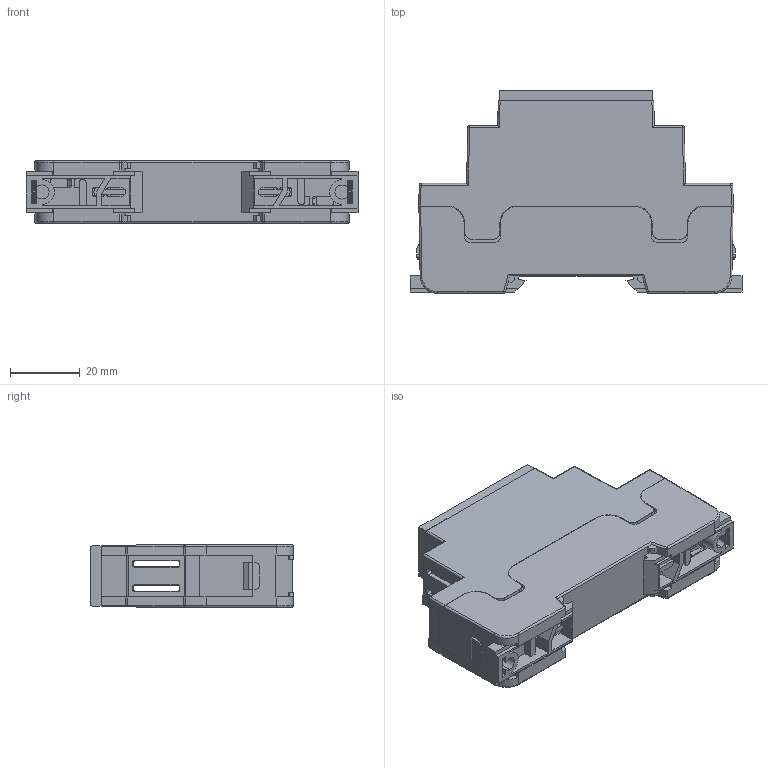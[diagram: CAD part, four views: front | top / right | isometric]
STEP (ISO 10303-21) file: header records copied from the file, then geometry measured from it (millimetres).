
FILE_DESCRIPTION (( 'STEP AP203' ), '1' );
FILE_NAME ('449-310-60.STEP', '2021-08-24T11:03:34', ( '' ), ( '' ), 'SwSTEP 2.0', 'SolidWorks 2018', '' );
FILE_SCHEMA (( 'CONFIG_CONTROL_DESIGN' ));
Length unit declared in the file: millimetre
Products named in the file (5): 449-310-60; 044931001; 044900200; 044931041_044931061; 044900400_044900400
Assembly tree (6 placements, depth 2):
  449-310-60
    044931041_044931061
    044931001
    044900400_044900400  x2
    044900200  x2
Bounding box: 95 x 58.05 x 18.05 mm (x, y, z)
Volume: 24186.8 mm3; surface area: 38390.6 mm2
Topology: 6 solids, 6 shells, 1114 faces, 3044 edges, 1968 vertices
Faces by surface type: plane 882, cylinder 208, sphere 16, cone 4, torus 4
Entity records: 28361 total; most frequent: CARTESIAN_POINT 5341, ORIENTED_EDGE 4880, DIRECTION 4360, EDGE_CURVE 2440, VECTOR 2042, LINE 2042, VERTEX_POINT 1580, AXIS2_PLACEMENT_3D 1159
